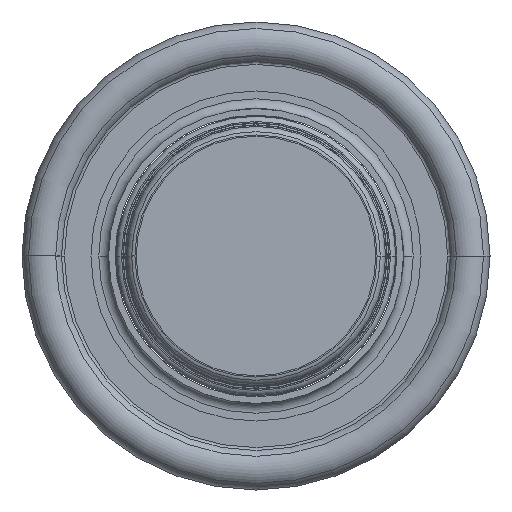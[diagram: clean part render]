
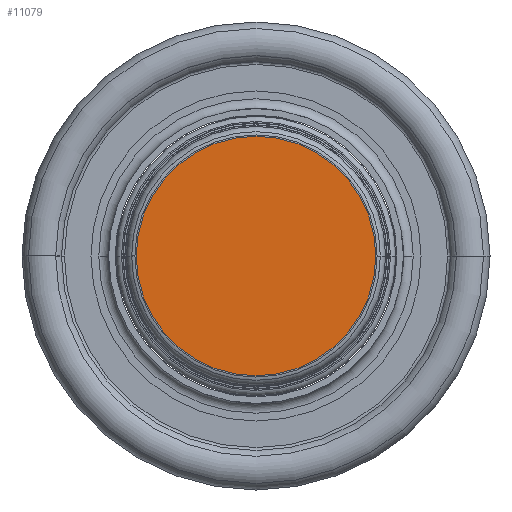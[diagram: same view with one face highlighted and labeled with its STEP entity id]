
A CAD part, front view. The second image highlights one B-rep face of the part: STEP entity #11079.
In plain terms, the highlighted face is planar.
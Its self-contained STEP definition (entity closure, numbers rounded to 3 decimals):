
#10532=CARTESIAN_POINT('',(0.,0.8,0.));
#10533=DIRECTION('',(0.,-1.,0.));
#10534=DIRECTION('',(1.,0.,0.));
#10535=AXIS2_PLACEMENT_3D('',#10532,#10533,#10534);
#10540=CARTESIAN_POINT('',(-18.325,0.8,0.007));
#10541=CARTESIAN_POINT('',(-18.325,0.8,0.005));
#10542=CARTESIAN_POINT('',(-18.325,0.8,0.002));
#10543=CARTESIAN_POINT('',(-18.325,0.8,0.));
#10548=CARTESIAN_POINT('',(0.,0.8,0.));
#10549=DIRECTION('',(0.,-1.,0.));
#10550=DIRECTION('',(-1.,0.,0.));
#10551=AXIS2_PLACEMENT_3D('',#10548,#10549,#10550);
#10556=CARTESIAN_POINT('',(18.325,0.8,-0.007));
#10557=CARTESIAN_POINT('',(18.325,0.8,-0.005));
#10558=CARTESIAN_POINT('',(18.325,0.8,-0.002));
#10559=CARTESIAN_POINT('',(18.325,0.8,0.));
#10650=CARTESIAN_POINT('',(-18.325,0.8,0.));
#10651=VERTEX_POINT('',#10650);
#10652=VERTEX_POINT('',#10540);
#10653=CARTESIAN_POINT('',(18.325,0.8,0.));
#10654=VERTEX_POINT('',#10653);
#10657=VERTEX_POINT('',#10556);
#11068=CARTESIAN_POINT('',(0.,0.8,0.));
#11069=DIRECTION('',(0.,1.,0.));
#11070=DIRECTION('',(1.,0.,0.));
#11071=AXIS2_PLACEMENT_3D('',#11068,#11069,#11070);
#11072=PLANE('',#11071);
#11073=ORIENTED_EDGE('',*,*,#11029,.T.);
#11074=ORIENTED_EDGE('',*,*,#11027,.T.);
#11075=ORIENTED_EDGE('',*,*,#11048,.T.);
#11076=ORIENTED_EDGE('',*,*,#11046,.T.);
#11077=EDGE_LOOP('',(#11073,#11074,#11075,#11076));
#11078=FACE_OUTER_BOUND('',#11077,.F.);
#10536=CIRCLE('',#10535,18.325);
#10544=B_SPLINE_CURVE_WITH_KNOTS('',3,(#10540,#10541,#10542,#10543),
.UNSPECIFIED.,.F.,.F.,(4,4),(0.,1.),.UNSPECIFIED.);
#10552=CIRCLE('',#10551,18.325);
#10560=B_SPLINE_CURVE_WITH_KNOTS('',3,(#10556,#10557,#10558,#10559),
.UNSPECIFIED.,.F.,.F.,(4,4),(0.,1.),.UNSPECIFIED.);
#11027=EDGE_CURVE('',#10652,#10651,#10544,.T.);
#11029=EDGE_CURVE('',#10654,#10652,#10536,.T.);
#11046=EDGE_CURVE('',#10657,#10654,#10560,.T.);
#11048=EDGE_CURVE('',#10651,#10657,#10552,.T.);
#11079=ADVANCED_FACE('',(#11078),#11072,.T.);
